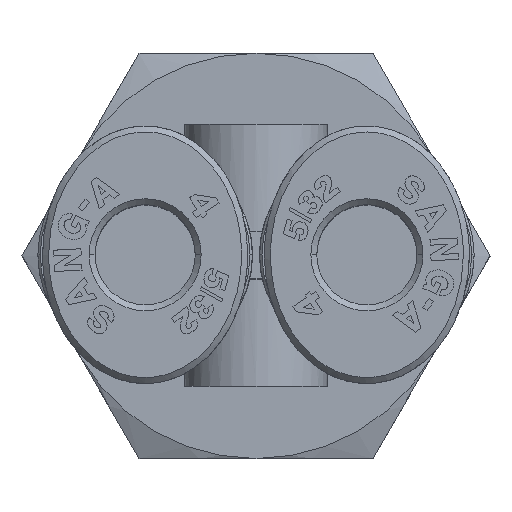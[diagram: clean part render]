
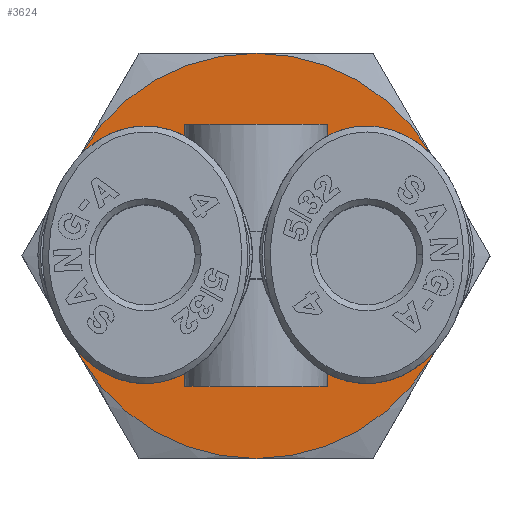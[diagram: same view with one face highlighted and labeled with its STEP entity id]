
A CAD part, top view. The second image highlights one B-rep face of the part: STEP entity #3624.
In plain terms, the highlighted face is planar.
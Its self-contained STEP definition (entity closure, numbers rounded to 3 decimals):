
#243=CARTESIAN_POINT('',(-18.2,0.,-0.15));
#244=VERTEX_POINT('',#243);
#253=CARTESIAN_POINT('',(-18.2,0.,-9.15));
#254=VERTEX_POINT('',#253);
#255=CARTESIAN_POINT('',(-18.2,0.,-4.65));
#256=DIRECTION('',(1.0,0.0,0.0));
#257=DIRECTION('',(0.0,0.0,1.0));
#258=AXIS2_PLACEMENT_3D('',#255,#256,#257);
#259=CIRCLE('',#258,4.5);
#260=EDGE_CURVE('',#244,#254,#259,.T.);
#3553=CARTESIAN_POINT('',(-18.2,-2.8,-4.65));
#3554=DIRECTION('',(1.0,0.0,0.0));
#3555=DIRECTION('',(0.0,1.0,0.0));
#3556=AXIS2_PLACEMENT_3D('',#3553,#3554,#3555);
#3557=PLANE('',#3556);
#3558=CARTESIAN_POINT('',(-18.2,4.25,-12.011));
#3559=VERTEX_POINT('',#3558);
#3560=CARTESIAN_POINT('',(-18.2,8.5,-4.65));
#3561=VERTEX_POINT('',#3560);
#3562=CARTESIAN_POINT('',(-18.2,0.,-4.65));
#3563=DIRECTION('',(1.0,0.0,0.0));
#3564=DIRECTION('',(0.0,-1.0,0.0));
#3565=AXIS2_PLACEMENT_3D('',#3562,#3563,#3564);
#3566=CIRCLE('',#3565,8.5);
#3567=EDGE_CURVE('',#3559,#3561,#3566,.T.);
#3568=ORIENTED_EDGE('',*,*,#3567,.T.);
#3569=CARTESIAN_POINT('',(-18.2,4.25,2.711));
#3570=VERTEX_POINT('',#3569);
#3571=CARTESIAN_POINT('',(-18.2,0.,-4.65));
#3572=DIRECTION('',(1.0,0.0,0.0));
#3573=DIRECTION('',(0.0,-1.0,0.0));
#3574=AXIS2_PLACEMENT_3D('',#3571,#3572,#3573);
#3575=CIRCLE('',#3574,8.5);
#3576=EDGE_CURVE('',#3561,#3570,#3575,.T.);
#3577=ORIENTED_EDGE('',*,*,#3576,.T.);
#3578=CARTESIAN_POINT('',(-18.2,-4.25,2.711));
#3579=VERTEX_POINT('',#3578);
#3580=CARTESIAN_POINT('',(-18.2,0.,-4.65));
#3581=DIRECTION('',(1.0,0.0,0.0));
#3582=DIRECTION('',(0.0,-1.0,0.0));
#3583=AXIS2_PLACEMENT_3D('',#3580,#3581,#3582);
#3584=CIRCLE('',#3583,8.5);
#3585=EDGE_CURVE('',#3570,#3579,#3584,.T.);
#3586=ORIENTED_EDGE('',*,*,#3585,.T.);
#3587=CARTESIAN_POINT('',(-18.2,-8.5,-4.65));
#3588=VERTEX_POINT('',#3587);
#3589=CARTESIAN_POINT('',(-18.2,0.,-4.65));
#3590=DIRECTION('',(1.0,0.0,0.0));
#3591=DIRECTION('',(0.0,-1.0,0.0));
#3592=AXIS2_PLACEMENT_3D('',#3589,#3590,#3591);
#3593=CIRCLE('',#3592,8.5);
#3594=EDGE_CURVE('',#3579,#3588,#3593,.T.);
#3595=ORIENTED_EDGE('',*,*,#3594,.T.);
#3596=CARTESIAN_POINT('',(-18.2,-4.25,-12.011));
#3597=VERTEX_POINT('',#3596);
#3598=CARTESIAN_POINT('',(-18.2,0.,-4.65));
#3599=DIRECTION('',(1.0,0.0,0.0));
#3600=DIRECTION('',(0.0,-1.0,0.0));
#3601=AXIS2_PLACEMENT_3D('',#3598,#3599,#3600);
#3602=CIRCLE('',#3601,8.5);
#3603=EDGE_CURVE('',#3588,#3597,#3602,.T.);
#3604=ORIENTED_EDGE('',*,*,#3603,.T.);
#3605=CARTESIAN_POINT('',(-18.2,0.,-4.65));
#3606=DIRECTION('',(1.0,0.0,0.0));
#3607=DIRECTION('',(0.0,-1.0,0.0));
#3608=AXIS2_PLACEMENT_3D('',#3605,#3606,#3607);
#3609=CIRCLE('',#3608,8.5);
#3610=EDGE_CURVE('',#3597,#3559,#3609,.T.);
#3611=ORIENTED_EDGE('',*,*,#3610,.T.);
#3612=EDGE_LOOP('',(#3568,#3577,#3586,#3595,#3604,#3611));
#3613=FACE_OUTER_BOUND('',#3612,.T.);
#3614=ORIENTED_EDGE('',*,*,#260,.F.);
#3615=CARTESIAN_POINT('',(-18.2,0.,-4.65));
#3616=DIRECTION('',(1.0,0.0,0.0));
#3617=DIRECTION('',(0.0,0.0,1.0));
#3618=AXIS2_PLACEMENT_3D('',#3615,#3616,#3617);
#3619=CIRCLE('',#3618,4.5);
#3620=EDGE_CURVE('',#254,#244,#3619,.T.);
#3621=ORIENTED_EDGE('',*,*,#3620,.F.);
#3622=EDGE_LOOP('',(#3614,#3621));
#3623=FACE_BOUND('',#3622,.T.);
#3624=ADVANCED_FACE('',(#3613,#3623),#3557,.T.);
